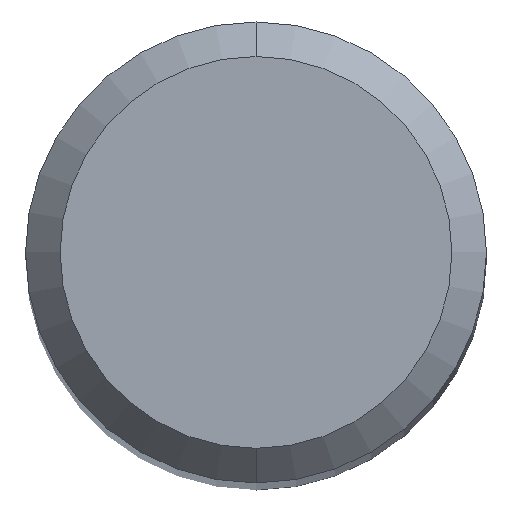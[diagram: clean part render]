
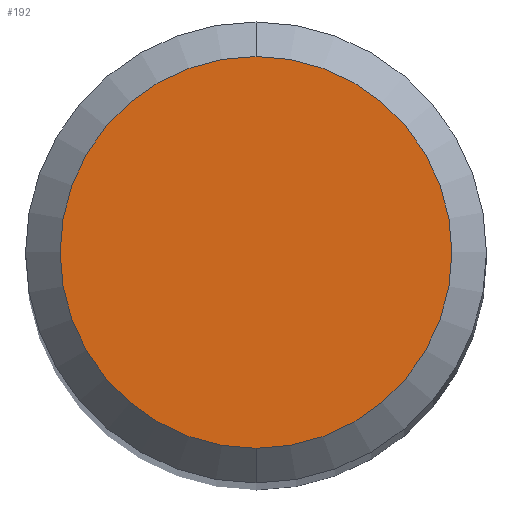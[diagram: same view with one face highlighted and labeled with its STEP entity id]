
A CAD part, top view. The second image highlights one B-rep face of the part: STEP entity #192.
In plain terms, the highlighted planar face has unit normal (0, 0, 1).
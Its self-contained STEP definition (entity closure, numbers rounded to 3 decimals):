
#192=ADVANCED_FACE('',(#486),#487,.T.);
#220=EDGE_CURVE('',#352,#232,#519,.T.);
#232=VERTEX_POINT('',#535);
#352=VERTEX_POINT('',#666);
#380=EDGE_CURVE('',#232,#352,#695,.T.);
#486=FACE_OUTER_BOUND('',#822,.T.);
#487=PLANE('',#823);
#519=CIRCLE('',#886,1.7);
#535=CARTESIAN_POINT('',(0.0,1.7,0.0));
#666=CARTESIAN_POINT('',(0.,-1.7,0.0));
#695=CIRCLE('',#1268,1.7);
#822=EDGE_LOOP('',(#1410,#1411));
#823=AXIS2_PLACEMENT_3D('',#1412,#1413,#1414);
#886=AXIS2_PLACEMENT_3D('',#1459,#1460,#1461);
#1268=AXIS2_PLACEMENT_3D('',#1637,#1638,#1639);
#1410=ORIENTED_EDGE('',*,*,#380,.F.);
#1411=ORIENTED_EDGE('',*,*,#220,.F.);
#1412=CARTESIAN_POINT('',(0.0,0.85,0.0));
#1413=DIRECTION('',(-0.0,0.0,1.0));
#1414=DIRECTION('',(0.0,-1.0,0.0));
#1459=CARTESIAN_POINT('',(0.0,0.0,0.0));
#1460=DIRECTION('',(0.0,0.0,-1.0));
#1461=DIRECTION('',(0.0,1.0,0.0));
#1637=CARTESIAN_POINT('',(0.0,0.0,0.0));
#1638=DIRECTION('',(0.0,0.0,-1.0));
#1639=DIRECTION('',(0.0,1.0,0.0));
